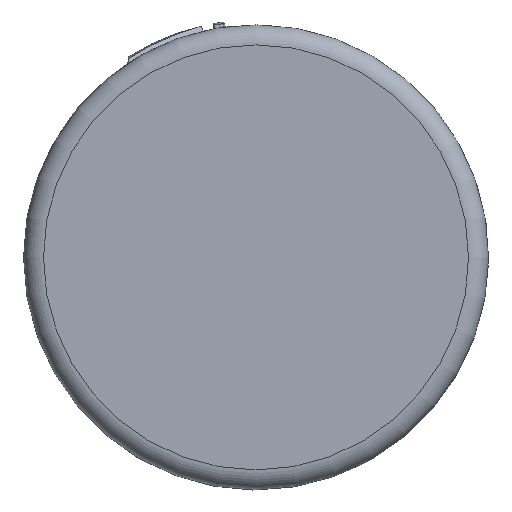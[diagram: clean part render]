
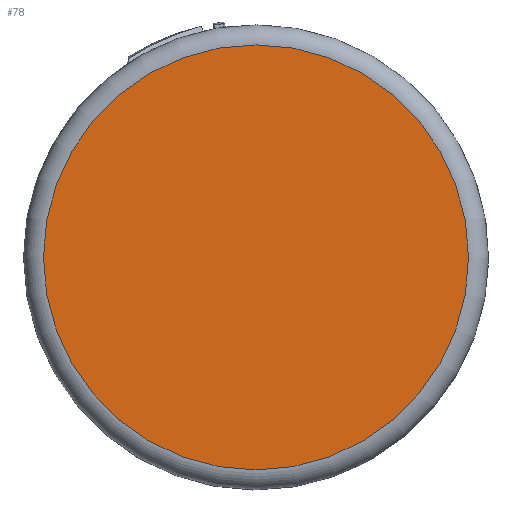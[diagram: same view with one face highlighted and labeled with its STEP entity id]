
A CAD part, top view. The second image highlights one B-rep face of the part: STEP entity #78.
In plain terms, the highlighted planar face has unit normal (0, 0, 1).
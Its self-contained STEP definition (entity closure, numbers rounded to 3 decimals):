
#42=PLANE('',#259);
#66=FACE_OUTER_BOUND('',#118,.T.);
#78=ADVANCED_FACE('',(#66),#42,.F.);
#118=EDGE_LOOP('',(#174));
#174=ORIENTED_EDGE('',*,*,#226,.T.);
#198=VERTEX_POINT('',#433);
#226=EDGE_CURVE('',#198,#198,#234,.T.);
#234=CIRCLE('',#258,32.);
#258=AXIS2_PLACEMENT_3D('',#432,#314,#315);
#259=AXIS2_PLACEMENT_3D('',#434,#316,#317);
#314=DIRECTION('',(0.,0.,1.));
#315=DIRECTION('',(-1.,0.,0.));
#316=DIRECTION('',(0.,0.,-1.));
#317=DIRECTION('',(1.,0.,0.));
#432=CARTESIAN_POINT('',(0.,0.,13.8));
#433=CARTESIAN_POINT('',(-32.,0.,13.8));
#434=CARTESIAN_POINT('',(0.,-35.,13.8));
